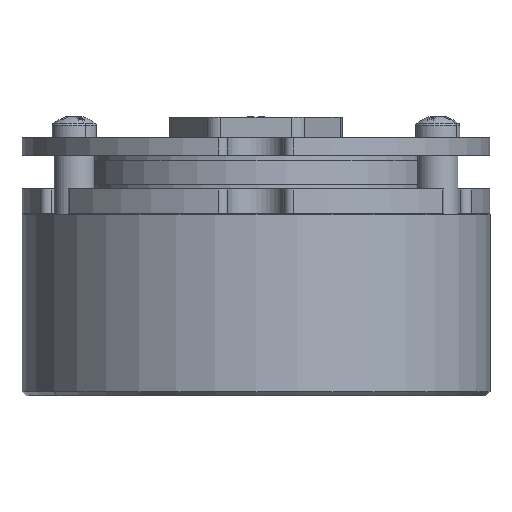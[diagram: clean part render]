
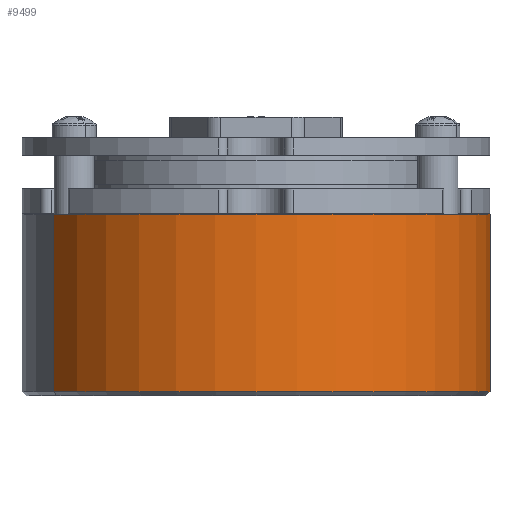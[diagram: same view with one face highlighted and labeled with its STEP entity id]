
A CAD part, front view. The second image highlights one B-rep face of the part: STEP entity #9499.
In plain terms, the highlighted cylindrical face has radius 29 mm (diameter 58 mm), a partial arc.
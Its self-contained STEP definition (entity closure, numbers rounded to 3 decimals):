
#4739 = FACE_OUTER_BOUND ( 'NONE', #9437, .T. ) ;
#4740 = CARTESIAN_POINT ( 'NONE',  ( 0., 0., 22.5 ) ) ;
#4741 = CYLINDRICAL_SURFACE ( 'NONE', #4762, 29. ) ;
#4760 = DIRECTION ( 'NONE',  ( -0.866, -0.5, 0. ) ) ;
#4761 = DIRECTION ( 'NONE',  ( 0., 0., -1. ) ) ;
#4762 = AXIS2_PLACEMENT_3D ( 'NONE', #4740, #4761, #4760 ) ;
#4784 = VERTEX_POINT ( 'NONE', #6683 ) ;
#4786 = VERTEX_POINT ( 'NONE', #6662 ) ;
#4789 = EDGE_CURVE ( 'NONE', #4784, #4871, #6661, .T. ) ;
#4871 = VERTEX_POINT ( 'NONE', #6728 ) ;
#4887 = VERTEX_POINT ( 'NONE', #6866 ) ;
#4890 = EDGE_CURVE ( 'NONE', #4786, #4887, #6890, .T. ) ;
#6658 = DIRECTION ( 'NONE',  ( 0., 0., -1. ) ) ;
#6659 = VECTOR ( 'NONE', #6658, 1000. ) ;
#6660 = CARTESIAN_POINT ( 'NONE',  ( 25.115, 14.5, 22.5 ) ) ;
#6661 = LINE ( 'NONE', #6660, #6659 ) ;
#6662 = CARTESIAN_POINT ( 'NONE',  ( -25.115, -14.5, 22.5 ) ) ;
#6683 = CARTESIAN_POINT ( 'NONE',  ( 25.115, 14.5, 22.5 ) ) ;
#6728 = CARTESIAN_POINT ( 'NONE',  ( 25.115, 14.5, 0.5 ) ) ;
#6866 = CARTESIAN_POINT ( 'NONE',  ( -25.115, -14.5, 0.5 ) ) ;
#6887 = DIRECTION ( 'NONE',  ( 0., 0., -1. ) ) ;
#6888 = VECTOR ( 'NONE', #6887, 1000. ) ;
#6889 = CARTESIAN_POINT ( 'NONE',  ( -25.115, -14.5, 22.5 ) ) ;
#6890 = LINE ( 'NONE', #6889, #6888 ) ;
#8750 = EDGE_CURVE ( 'NONE', #4887, #4871, #9124, .T. ) ;
#9122 = DIRECTION ( 'NONE',  ( 0., 0., 1. ) ) ;
#9123 = AXIS2_PLACEMENT_3D ( 'NONE', #9143, #9122, #9136 ) ;
#9124 = CIRCLE ( 'NONE', #9123, 29. ) ;
#9136 = DIRECTION ( 'NONE',  ( 0.866, 0.5, 0. ) ) ;
#9143 = CARTESIAN_POINT ( 'NONE',  ( 0., 0., 0.5 ) ) ;
#9437 = EDGE_LOOP ( 'NONE', ( #9500, #9439, #9498, #9441 ) ) ;
#9439 = ORIENTED_EDGE ( 'NONE', *, *, #9440, .F. ) ;
#9440 = EDGE_CURVE ( 'NONE', #4786, #4784, #11707, .T. ) ;
#9441 = ORIENTED_EDGE ( 'NONE', *, *, #8750, .T. ) ;
#9498 = ORIENTED_EDGE ( 'NONE', *, *, #4890, .T. ) ;
#9499 = ADVANCED_FACE ( 'NONE', ( #4739 ), #4741, .T. ) ;
#9500 = ORIENTED_EDGE ( 'NONE', *, *, #4789, .F. ) ;
#11707 = CIRCLE ( 'NONE', #11712, 29. ) ;
#11712 = AXIS2_PLACEMENT_3D ( 'NONE', #11719, #11718, #11717 ) ;
#11717 = DIRECTION ( 'NONE',  ( 0.866, 0.5, 0. ) ) ;
#11718 = DIRECTION ( 'NONE',  ( 0., 0., 1. ) ) ;
#11719 = CARTESIAN_POINT ( 'NONE',  ( 0., 0., 22.5 ) ) ;
